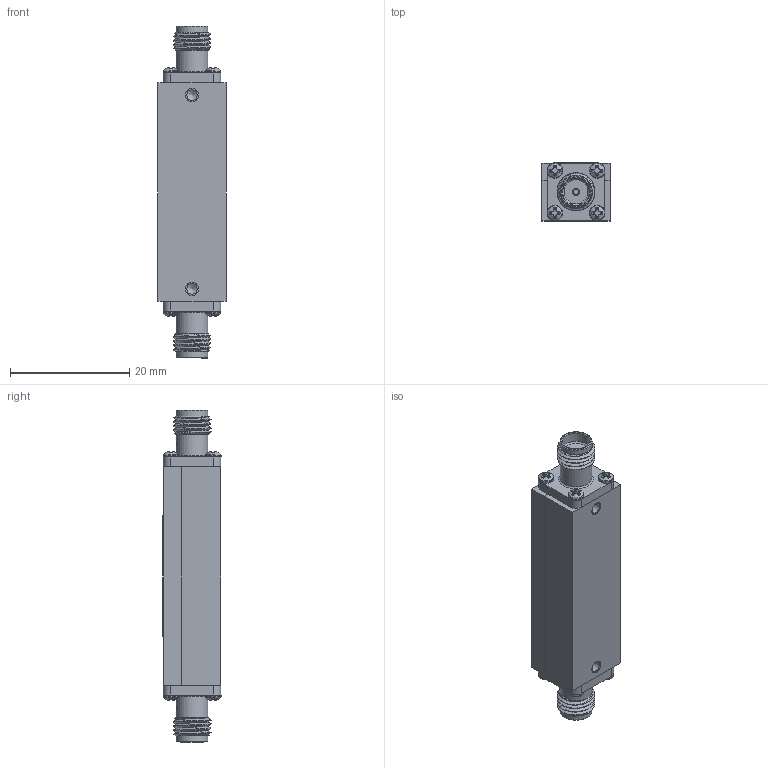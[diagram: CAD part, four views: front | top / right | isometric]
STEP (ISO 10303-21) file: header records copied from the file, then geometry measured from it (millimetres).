
FILE_DESCRIPTION (( 'STEP AP203' ), '1' );
FILE_NAME ('SF2394-SMA.step', '2020-04-20T21:52:39', ( '' ), ( '' ), 'SwSTEP 2.0', 'SolidWorks 2018', '' );
FILE_SCHEMA (( 'CONFIG_CONTROL_DESIGN' ));
Length unit declared in the file: inch
Products named in the file (1): SF2394-SMA
Bounding box: 11.43 x 9.73 x 55.65 mm (x, y, z)
Volume: 4629.7 mm3; surface area: 2578.4 mm2
Topology: 1 solids, 9 shells, 316 faces, 782 edges, 511 vertices
Faces by surface type: plane 204, cone 44, cylinder 44, bspline 22, torus 2
Full cylindrical faces by diameter (mm): 0.914 x2, 1.092 x8, 1.168 x2, 1.778 x2, 2.184 x2, 2.591 x8, 4.521 x2, 5.08 x2, 5.334 x4
Entity records: 11705 total; most frequent: CARTESIAN_POINT 4964, ORIENTED_EDGE 1420, DIRECTION 1182, EDGE_CURVE 710, VERTEX_POINT 489, AXIS2_PLACEMENT_3D 439, EDGE_LOOP 393, FACE_OUTER_BOUND 358
